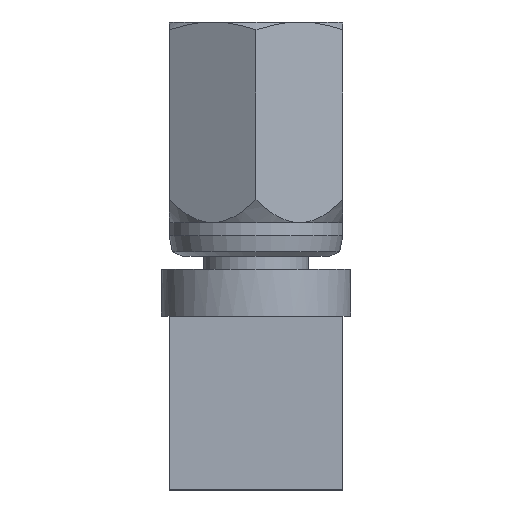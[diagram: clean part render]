
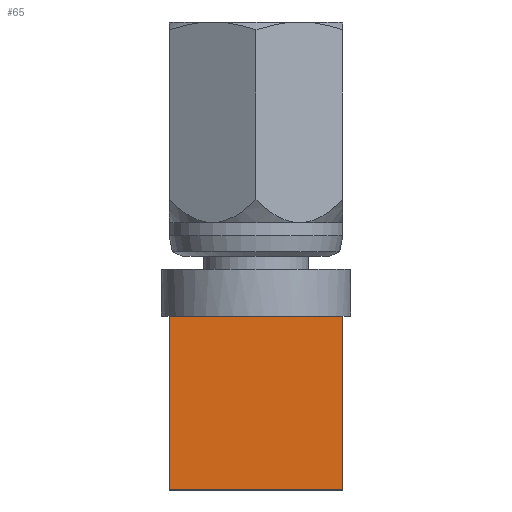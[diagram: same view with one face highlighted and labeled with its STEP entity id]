
A CAD part, front view. The second image highlights one B-rep face of the part: STEP entity #65.
In plain terms, the highlighted face is planar.
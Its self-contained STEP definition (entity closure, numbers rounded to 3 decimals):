
#23 = LINE ( 'NONE', #1869, #116 ) ;
#30 = DIRECTION ( 'NONE',  ( 0., -1., 0. ) ) ;
#65 = ADVANCED_FACE ( 'NONE', ( #3183 ), #2593, .F. ) ;
#116 = VECTOR ( 'NONE', #126, 1000. ) ;
#126 = DIRECTION ( 'NONE',  ( 0., 0., 1. ) ) ;
#151 = VERTEX_POINT ( 'NONE', #942 ) ;
#171 = EDGE_CURVE ( 'NONE', #2370, #1458, #1117, .T. ) ;
#343 = CARTESIAN_POINT ( 'NONE',  ( 1.981, 1.981, -4.413 ) ) ;
#370 = VERTEX_POINT ( 'NONE', #343 ) ;
#507 = CARTESIAN_POINT ( 'NONE',  ( 1.981, 1.981, -4.413 ) ) ;
#589 = DIRECTION ( 'NONE',  ( 0., 0., -1. ) ) ;
#604 = DIRECTION ( 'NONE',  ( -1., 0., 0. ) ) ;
#816 = CARTESIAN_POINT ( 'NONE',  ( 1.981, 1.981, -8.375 ) ) ;
#832 = LINE ( 'NONE', #1455, #1062 ) ;
#942 = CARTESIAN_POINT ( 'NONE',  ( -0.858, 1.981, -4.413 ) ) ;
#1062 = VECTOR ( 'NONE', #604, 1000. ) ;
#1117 = LINE ( 'NONE', #1247, #2743 ) ;
#1189 = AXIS2_PLACEMENT_3D ( 'NONE', #2764, #30, #589 ) ;
#1235 = ORIENTED_EDGE ( 'NONE', *, *, #171, .T. ) ;
#1247 = CARTESIAN_POINT ( 'NONE',  ( 1.981, 1.981, -8.375 ) ) ;
#1337 = VECTOR ( 'NONE', #3475, 1000. ) ;
#1360 = ORIENTED_EDGE ( 'NONE', *, *, #3179, .F. ) ;
#1455 = CARTESIAN_POINT ( 'NONE',  ( 1.981, 1.981, -4.413 ) ) ;
#1458 = VERTEX_POINT ( 'NONE', #2485 ) ;
#1516 = LINE ( 'NONE', #2044, #1337 ) ;
#1568 = EDGE_CURVE ( 'NONE', #2536, #151, #2112, .T. ) ;
#1590 = CARTESIAN_POINT ( 'NONE',  ( -1.981, 1.981, -4.413 ) ) ;
#1795 = VECTOR ( 'NONE', #2827, 1000. ) ;
#1824 = ORIENTED_EDGE ( 'NONE', *, *, #3660, .T. ) ;
#1869 = CARTESIAN_POINT ( 'NONE',  ( 1.981, 1.981, -4.413 ) ) ;
#1951 = EDGE_LOOP ( 'NONE', ( #1824, #2301, #2883, #2399, #1360, #1235 ) ) ;
#2044 = CARTESIAN_POINT ( 'NONE',  ( 1.981, 1.981, -4.413 ) ) ;
#2070 = EDGE_CURVE ( 'NONE', #370, #2536, #1516, .T. ) ;
#2101 = VECTOR ( 'NONE', #2441, 1000. ) ;
#2112 = LINE ( 'NONE', #507, #1795 ) ;
#2301 = ORIENTED_EDGE ( 'NONE', *, *, #2615, .F. ) ;
#2370 = VERTEX_POINT ( 'NONE', #816 ) ;
#2399 = ORIENTED_EDGE ( 'NONE', *, *, #2070, .F. ) ;
#2441 = DIRECTION ( 'NONE',  ( 0., 0., 1. ) ) ;
#2485 = CARTESIAN_POINT ( 'NONE',  ( -1.981, 1.981, -8.375 ) ) ;
#2536 = VERTEX_POINT ( 'NONE', #2594 ) ;
#2593 = PLANE ( 'NONE',  #1189 ) ;
#2594 = CARTESIAN_POINT ( 'NONE',  ( 0.858, 1.981, -4.413 ) ) ;
#2615 = EDGE_CURVE ( 'NONE', #151, #3503, #832, .T. ) ;
#2675 = LINE ( 'NONE', #1590, #2101 ) ;
#2743 = VECTOR ( 'NONE', #2926, 1000. ) ;
#2764 = CARTESIAN_POINT ( 'NONE',  ( 1.981, 1.981, -4.413 ) ) ;
#2827 = DIRECTION ( 'NONE',  ( -1., 0., 0. ) ) ;
#2883 = ORIENTED_EDGE ( 'NONE', *, *, #1568, .F. ) ;
#2926 = DIRECTION ( 'NONE',  ( -1., 0., 0. ) ) ;
#3179 = EDGE_CURVE ( 'NONE', #2370, #370, #23, .T. ) ;
#3183 = FACE_OUTER_BOUND ( 'NONE', #1951, .T. ) ;
#3475 = DIRECTION ( 'NONE',  ( -1., 0., 0. ) ) ;
#3503 = VERTEX_POINT ( 'NONE', #3507 ) ;
#3507 = CARTESIAN_POINT ( 'NONE',  ( -1.981, 1.981, -4.413 ) ) ;
#3660 = EDGE_CURVE ( 'NONE', #1458, #3503, #2675, .T. ) ;
